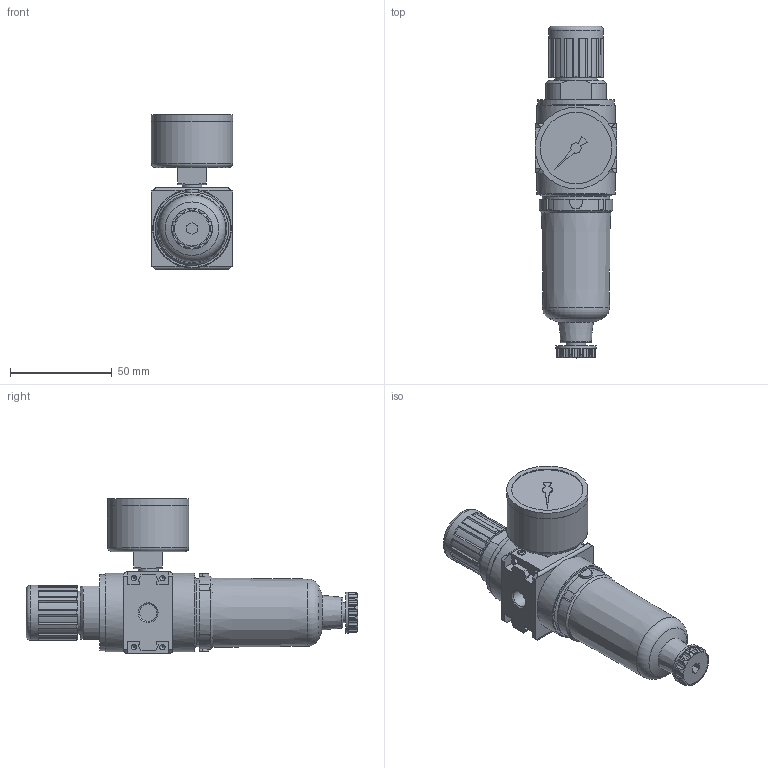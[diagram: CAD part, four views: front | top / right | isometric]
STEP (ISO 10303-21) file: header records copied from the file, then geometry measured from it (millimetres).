
FILE_DESCRIPTION( ( 'STEP AP203' ), '1' );
FILE_NAME( '9_2100_00_014_2_03.stp', ' ', ( ' ' ), ( ' ' ), 'PSStep 15.0.47', 'PARTsolutions', ' ' );
FILE_SCHEMA( ( 'CONFIG_CONTROL_DESIGN' ) );
Length unit declared in the file: millimetre
Products named in the file (4): 9.2100.00.014; _C 05-K 3-HA(00)-1; _C 05-K 3-HA-2; _C 05-K 3-HA-3
Assembly tree (3 placements, depth 2):
  9.2100.00.014
    _C 05-K 3-HA(00)-1
    _C 05-K 3-HA-2
    _C 05-K 3-HA-3
Bounding box: 40 x 163 x 76 mm (x, y, z)
Volume: 173585 mm3; surface area: 31194.5 mm2
Topology: 3 solids, 3 shells, 367 faces, 949 edges, 627 vertices
Faces by surface type: plane 195, cylinder 144, cone 17, torus 10, sphere 1
Full cylindrical faces by diameter (mm): 2.6 x4, 3 x4, 4.1 x4, 8.566 x3, 9.728 x2, 16 x1, 20 x1, 20.3 x1, 21 x1, 27 x1, 33.3 x1, 35 x1, 36 x1, 37.5 x1, 38.5 x2, 39.96 x1, 40 x2
Entity records: 11614 total; most frequent: CARTESIAN_POINT 2686, DIRECTION 1830, ORIENTED_EDGE 1764, EDGE_CURVE 882, AXIS2_PLACEMENT_3D 668, VERTEX_POINT 615, LINE 494, VECTOR 494
